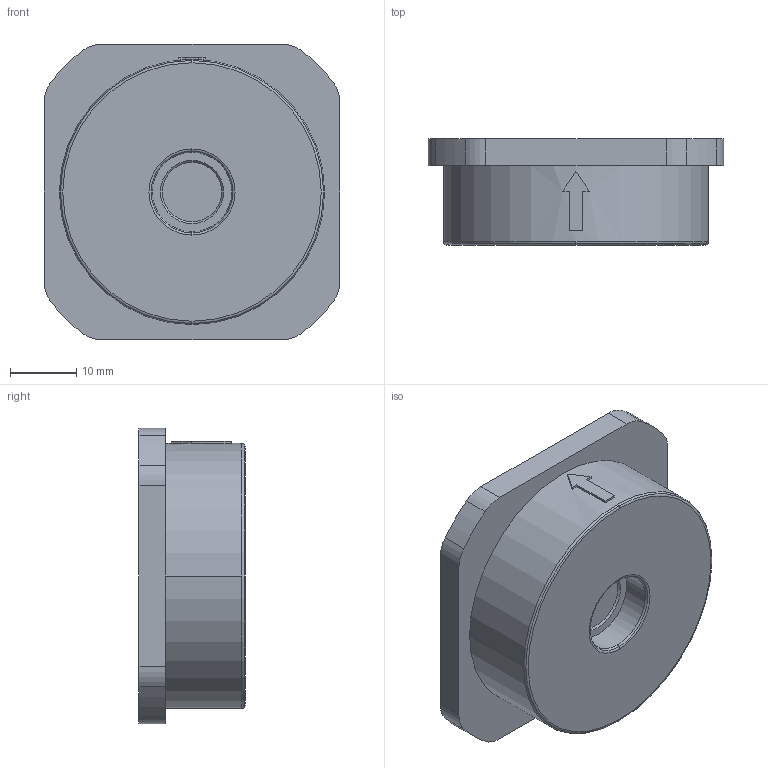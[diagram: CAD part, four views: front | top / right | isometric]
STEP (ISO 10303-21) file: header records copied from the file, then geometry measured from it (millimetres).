
FILE_DESCRIPTION((''),'2;1');
FILE_NAME('2026-DN15_ASM','2015-10-16T',('Administrator'),(''),'PRO/ENGINEER BY PARAMETRIC TECHNOLOGY CORPORATION, 2011080','PRO/ENGINEER BY PARAMETRIC TECHNOLOGY CORPORATION, 2011080','');
FILE_SCHEMA(('CONFIG_CONTROL_DESIGN'));
Length unit declared in the file: millimetre
Products named in the file (5): TMP_DWG-3DSOLID_88204; TMP_DWG-3DSOLID_88223; TMP_DWG-3DSOLID_88231; _TMP_DWG; 2026-DN15_ASM
Assembly tree (4 placements, depth 2):
  2026-DN15_ASM
    TMP_DWG-3DSOLID_88204
    TMP_DWG-3DSOLID_88223
    TMP_DWG-3DSOLID_88231
    _TMP_DWG
Bounding box: 44.6 x 16 x 44.6 mm (x, y, z)
Volume: 11800.5 mm3; surface area: 8561.1 mm2
Topology: 3 solids, 3 shells, 105 faces, 282 edges, 190 vertices
Faces by surface type: plane 53, cylinder 36, torus 12, cone 4
Entity records: 3563 total; most frequent: CARTESIAN_POINT 666, DIRECTION 638, ORIENTED_EDGE 564, EDGE_CURVE 282, AXIS2_PLACEMENT_3D 254, VERTEX_POINT 190, CIRCLE 140, VECTOR 130
